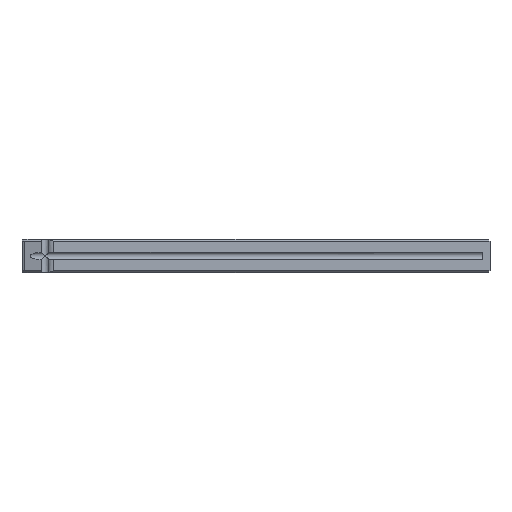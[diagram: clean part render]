
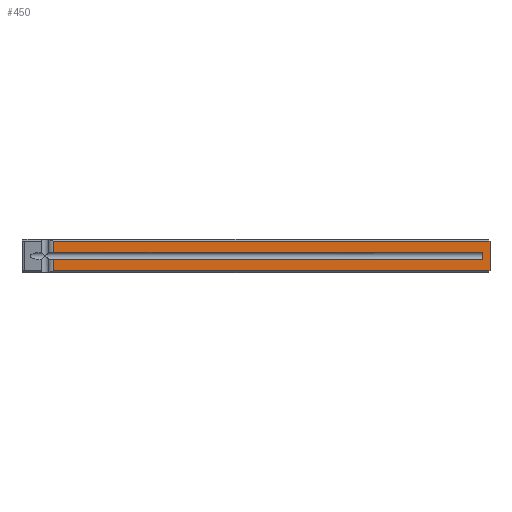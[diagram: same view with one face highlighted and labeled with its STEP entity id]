
A CAD part, left-side view. The second image highlights one B-rep face of the part: STEP entity #450.
In plain terms, the highlighted planar face has unit normal (-1, 0, 0).
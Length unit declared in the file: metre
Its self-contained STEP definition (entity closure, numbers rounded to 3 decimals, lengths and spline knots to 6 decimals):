
#450 = ADVANCED_FACE( '', ( #998 ), #999, .T. );
#998 = FACE_OUTER_BOUND( '', #1658, .T. );
#999 = PLANE( '', #1659 );
#1658 = EDGE_LOOP( '', ( #2982, #2983, #2984, #2985, #2986, #2987, #2988, #2989 ) );
#1659 = AXIS2_PLACEMENT_3D( '', #2990, #2991, #2992 );
#2982 = ORIENTED_EDGE( '', *, *, #4303, .F. );
#2983 = ORIENTED_EDGE( '', *, *, #4487, .T. );
#2984 = ORIENTED_EDGE( '', *, *, #4491, .T. );
#2985 = ORIENTED_EDGE( '', *, *, #3968, .T. );
#2986 = ORIENTED_EDGE( '', *, *, #4492, .T. );
#2987 = ORIENTED_EDGE( '', *, *, #4182, .T. );
#2988 = ORIENTED_EDGE( '', *, *, #4305, .T. );
#2989 = ORIENTED_EDGE( '', *, *, #4493, .F. );
#2990 = CARTESIAN_POINT( '', ( -0.04, 0.004461, -0.009 ) );
#2991 = DIRECTION( '', ( -1., 0., 0. ) );
#2992 = DIRECTION( '', ( 0., -1., 0. ) );
#3968 = EDGE_CURVE( '', #4751, #4749, #4752, .T. );
#4182 = EDGE_CURVE( '', #5129, #5127, #5130, .T. );
#4303 = EDGE_CURVE( '', #5316, #5318, #5319, .T. );
#4305 = EDGE_CURVE( '', #5127, #5320, #5322, .T. );
#4487 = EDGE_CURVE( '', #5316, #5578, #5581, .T. );
#4491 = EDGE_CURVE( '', #5578, #4751, #5586, .T. );
#4492 = EDGE_CURVE( '', #4749, #5129, #5587, .T. );
#4493 = EDGE_CURVE( '', #5318, #5320, #5588, .T. );
#4749 = VERTEX_POINT( '', #5890 );
#4751 = VERTEX_POINT( '', #5893 );
#4752 = LINE( '', #5894, #5895 );
#5127 = VERTEX_POINT( '', #6503 );
#5129 = VERTEX_POINT( '', #6514 );
#5130 = LINE( '', #6515, #6516 );
#5316 = VERTEX_POINT( '', #6796 );
#5318 = VERTEX_POINT( '', #6807 );
#5319 = LINE( '', #6808, #6809 );
#5320 = VERTEX_POINT( '', #6810 );
#5322 = LINE( '', #6812, #6813 );
#5578 = VERTEX_POINT( '', #7208 );
#5581 = LINE( '', #7211, #7212 );
#5586 = LINE( '', #7218, #7219 );
#5587 = LINE( '', #7220, #7221 );
#5588 = LINE( '', #7222, #7223 );
#5890 = CARTESIAN_POINT( '', ( -0.04, -0.062, -0.0005 ) );
#5893 = CARTESIAN_POINT( '', ( -0.04, -0.062, -0.0085 ) );
#5894 = CARTESIAN_POINT( '', ( -0.04, -0.062, -0.009 ) );
#5895 = VECTOR( '', #7650, 1. );
#6503 = CARTESIAN_POINT( '', ( -0.04, 0.054697, -0.00345 ) );
#6514 = CARTESIAN_POINT( '', ( -0.04, 0.054697, -0.0005 ) );
#6515 = CARTESIAN_POINT( '', ( -0.04, 0.054697, -0.00345 ) );
#6516 = VECTOR( '', #7912, 1. );
#6796 = CARTESIAN_POINT( '', ( -0.04, 0.054697, -0.00555 ) );
#6807 = CARTESIAN_POINT( '', ( -0.04, -0.06, -0.00555 ) );
#6808 = CARTESIAN_POINT( '', ( -0.04, 0.087851, -0.00555 ) );
#6809 = VECTOR( '', #8041, 1. );
#6810 = CARTESIAN_POINT( '', ( -0.04, -0.06, -0.00345 ) );
#6812 = CARTESIAN_POINT( '', ( -0.04, 0.087851, -0.00345 ) );
#6813 = VECTOR( '', #8045, 1. );
#7208 = CARTESIAN_POINT( '', ( -0.04, 0.054697, -0.0085 ) );
#7211 = CARTESIAN_POINT( '', ( -0.04, 0.054697, -0.0085 ) );
#7212 = VECTOR( '', #8247, 1. );
#7218 = CARTESIAN_POINT( '', ( -0.04, -0.062, -0.0085 ) );
#7219 = VECTOR( '', #8252, 1. );
#7220 = CARTESIAN_POINT( '', ( -0.04, 0.004461, -0.0005 ) );
#7221 = VECTOR( '', #8253, 1. );
#7222 = CARTESIAN_POINT( '', ( -0.04, -0.06, -0.009 ) );
#7223 = VECTOR( '', #8254, 1. );
#7650 = DIRECTION( '', ( 0., 0., 1. ) );
#7912 = DIRECTION( '', ( 0., 0., -1. ) );
#8041 = DIRECTION( '', ( 0., -1., 0. ) );
#8045 = DIRECTION( '', ( 0., -1., 0. ) );
#8247 = DIRECTION( '', ( 0., 0., -1. ) );
#8252 = DIRECTION( '', ( 0., -1., 0. ) );
#8253 = DIRECTION( '', ( 0., 1., 0. ) );
#8254 = DIRECTION( '', ( 0., 0., 1. ) );
